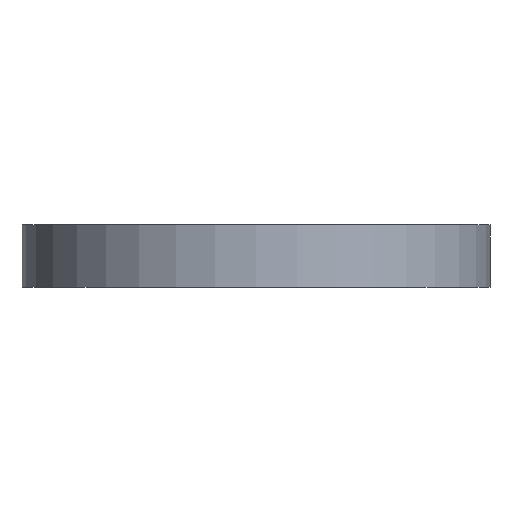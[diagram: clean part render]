
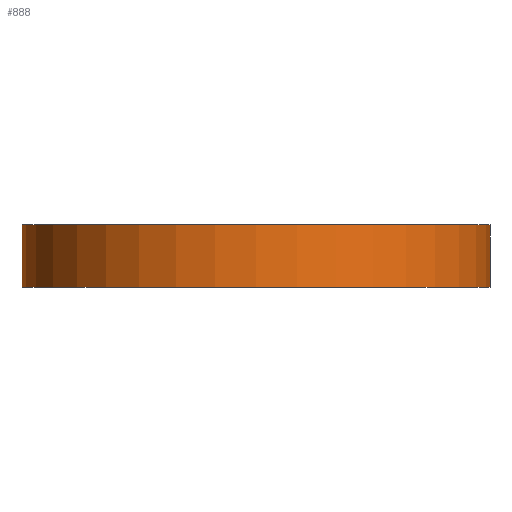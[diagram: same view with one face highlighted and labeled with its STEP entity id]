
A CAD part, front view. The second image highlights one B-rep face of the part: STEP entity #888.
In plain terms, the highlighted cylindrical face has radius 9 mm (diameter 18 mm), a full revolution.
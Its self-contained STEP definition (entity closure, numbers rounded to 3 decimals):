
#888 = ADVANCED_FACE( '', ( #1892, #1893 ), #1894, .T. );
#1892 = FACE_OUTER_BOUND( '', #4763, .T. );
#1893 = FACE_OUTER_BOUND( '', #4764, .T. );
#1894 = CYLINDRICAL_SURFACE( '', #4765, 9. );
#4763 = EDGE_LOOP( '', ( #7843 ) );
#4764 = EDGE_LOOP( '', ( #7844 ) );
#4765 = AXIS2_PLACEMENT_3D( '', #7845, #7846, #7847 );
#7843 = ORIENTED_EDGE( '', *, *, #10187, .T. );
#7844 = ORIENTED_EDGE( '', *, *, #10188, .F. );
#7845 = CARTESIAN_POINT( '', ( 0., 0., 0. ) );
#7846 = DIRECTION( '', ( 0., 0., 1. ) );
#7847 = DIRECTION( '', ( 1., 0., 0. ) );
#10187 = EDGE_CURVE( '', #12158, #12158, #12159, .F. );
#10188 = EDGE_CURVE( '', #12160, #12160, #12161, .T. );
#12158 = VERTEX_POINT( '', #15396 );
#12159 = CIRCLE( '', #15397, 9. );
#12160 = VERTEX_POINT( '', #15398 );
#12161 = CIRCLE( '', #15399, 9. );
#15396 = CARTESIAN_POINT( '', ( 9., 0., 0. ) );
#15397 = AXIS2_PLACEMENT_3D( '', #16726, #16727, #16728 );
#15398 = CARTESIAN_POINT( '', ( -9., 0., -2.4 ) );
#15399 = AXIS2_PLACEMENT_3D( '', #16729, #16730, #16731 );
#16726 = CARTESIAN_POINT( '', ( 0., 0., 0. ) );
#16727 = DIRECTION( '', ( 0., 0., 1. ) );
#16728 = DIRECTION( '', ( 1., 0., 0. ) );
#16729 = CARTESIAN_POINT( '', ( 0., 0., -2.4 ) );
#16730 = DIRECTION( '', ( 0., 0., -1. ) );
#16731 = DIRECTION( '', ( -1., 0., 0. ) );
